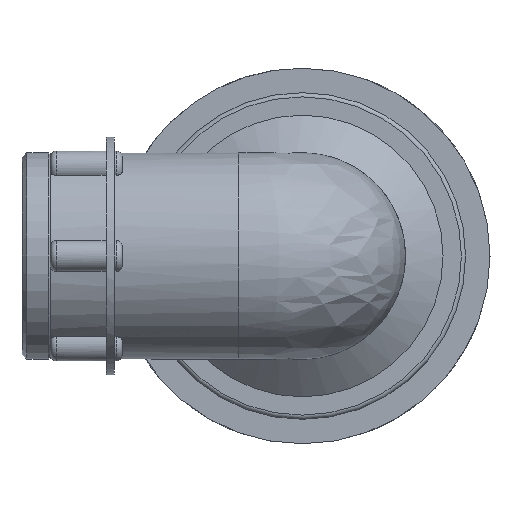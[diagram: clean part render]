
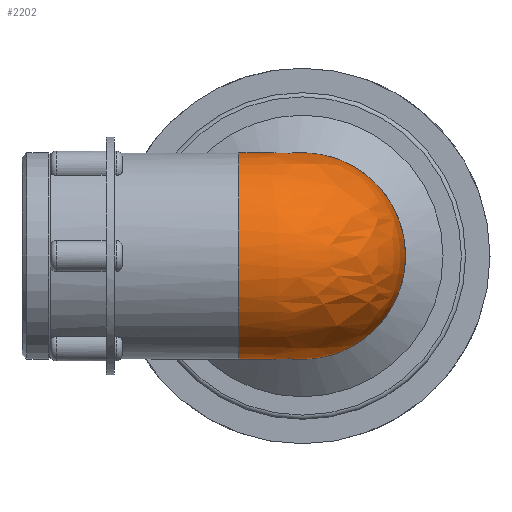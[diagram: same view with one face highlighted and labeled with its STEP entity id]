
A CAD part, left-side view. The second image highlights one B-rep face of the part: STEP entity #2202.
In plain terms, the highlighted free-form (B-spline) face has degree [2, 2] with [7, 3] control points.
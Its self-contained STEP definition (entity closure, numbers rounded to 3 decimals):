
#24=(
BOUNDED_SURFACE()
B_SPLINE_SURFACE(2,2,((#4153,#4154,#4155),(#4156,#4157,#4158),(#4159,#4160,
#4161),(#4162,#4163,#4164),(#4165,#4166,#4167),(#4168,#4169,#4170),(#4171,
#4172,#4173)),.UNSPECIFIED.,.F.,.F.,.F.)
B_SPLINE_SURFACE_WITH_KNOTS((3,2,2,3),(3,3),(-2.234,-0.745,
0.745,2.234),(-3.142,-1.571),
 .UNSPECIFIED.)
GEOMETRIC_REPRESENTATION_ITEM()
RATIONAL_B_SPLINE_SURFACE(((1.,0.707,1.),(0.735,
0.52,0.735),(1.,0.707,1.),(0.735,
0.52,0.735),(1.,0.707,1.),(0.735,
0.52,0.735),(1.,0.707,1.)))
REPRESENTATION_ITEM('')
SURFACE()
);
#243=FACE_OUTER_BOUND('',#383,.T.);
#383=EDGE_LOOP('',(#1798,#1799));
#566=CIRCLE('',#2424,36.826);
#581=CIRCLE('',#2449,36.826);
#1038=VERTEX_POINT('',#4016);
#1039=VERTEX_POINT('',#4018);
#1312=EDGE_CURVE('',#1039,#1038,#566,.T.);
#1328=EDGE_CURVE('',#1039,#1038,#581,.T.);
#1798=ORIENTED_EDGE('',*,*,#1312,.T.);
#1799=ORIENTED_EDGE('',*,*,#1328,.F.);
#2202=ADVANCED_FACE('',(#243),#24,.F.);
#2424=AXIS2_PLACEMENT_3D('',#4019,#2973,#2974);
#2449=AXIS2_PLACEMENT_3D('',#4044,#3023,#3024);
#2973=DIRECTION('center_axis',(0.,-1.,0.));
#2974=DIRECTION('ref_axis',(-1.,0.,0.));
#3023=DIRECTION('center_axis',(1.,0.,0.));
#3024=DIRECTION('ref_axis',(0.,-1.,0.));
#4016=CARTESIAN_POINT('',(22.662,22.662,-29.028));
#4018=CARTESIAN_POINT('',(22.662,22.662,29.028));
#4019=CARTESIAN_POINT('Origin',(0.,22.662,0.));
#4044=CARTESIAN_POINT('Origin',(22.662,0.,0.));
#4153=CARTESIAN_POINT('Ctrl Pts',(22.662,22.662,-29.028));
#4154=CARTESIAN_POINT('Ctrl Pts',(22.662,22.662,-29.028));
#4155=CARTESIAN_POINT('Ctrl Pts',(22.662,22.662,-29.028));
#4156=CARTESIAN_POINT('Ctrl Pts',(-4.086,22.662,-49.911));
#4157=CARTESIAN_POINT('Ctrl Pts',(-4.086,-4.086,-49.911));
#4158=CARTESIAN_POINT('Ctrl Pts',(22.662,-4.086,-49.911));
#4159=CARTESIAN_POINT('Ctrl Pts',(-27.082,22.662,-24.955));
#4160=CARTESIAN_POINT('Ctrl Pts',(-27.082,-27.082,-24.955));
#4161=CARTESIAN_POINT('Ctrl Pts',(22.662,-27.082,-24.955));
#4162=CARTESIAN_POINT('Ctrl Pts',(-50.077,22.662,0.));
#4163=CARTESIAN_POINT('Ctrl Pts',(-50.077,-50.077,0.));
#4164=CARTESIAN_POINT('Ctrl Pts',(22.662,-50.077,0.));
#4165=CARTESIAN_POINT('Ctrl Pts',(-27.082,22.662,24.955));
#4166=CARTESIAN_POINT('Ctrl Pts',(-27.082,-27.082,24.955));
#4167=CARTESIAN_POINT('Ctrl Pts',(22.662,-27.082,24.955));
#4168=CARTESIAN_POINT('Ctrl Pts',(-4.086,22.662,49.911));
#4169=CARTESIAN_POINT('Ctrl Pts',(-4.086,-4.086,49.911));
#4170=CARTESIAN_POINT('Ctrl Pts',(22.662,-4.086,49.911));
#4171=CARTESIAN_POINT('Ctrl Pts',(22.662,22.662,29.028));
#4172=CARTESIAN_POINT('Ctrl Pts',(22.662,22.662,29.028));
#4173=CARTESIAN_POINT('Ctrl Pts',(22.662,22.662,29.028));
